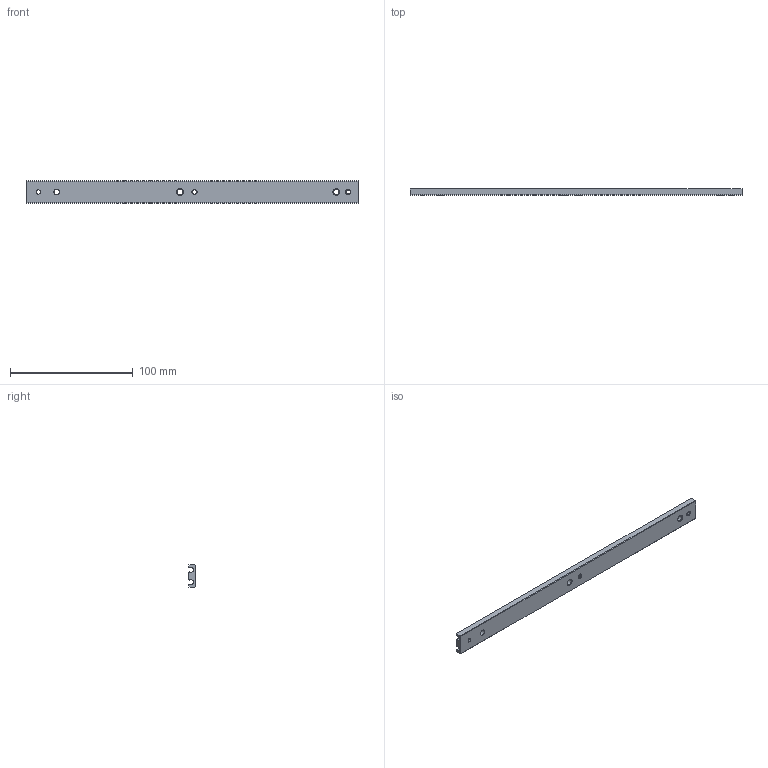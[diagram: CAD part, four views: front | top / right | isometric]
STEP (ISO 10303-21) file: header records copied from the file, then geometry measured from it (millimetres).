
FILE_DESCRIPTION(/* description */ ('','CAx-IF Rec.Pracs.---Representation and Presentation of Product Manufacturing Information (PMI)---4.0---2014-10-13'),/* implementation_level */ '2;1');
FILE_NAME(/* name */ '',/* time_stamp */ '2025-02-06T12:34:46+03:00',/* author */ (''),/* organization */ (''),/* preprocessor_version */ 'ST-DEVELOPER v20',/* originating_system */ 'Autodesk Translation Framework v13.20.0.188',/* authorisation */ '');
FILE_SCHEMA (('AP242_MANAGED_MODEL_BASED_3D_ENGINEERING_MIM_LF { 1 0 10303 442 1 1 4 }'));
Length unit declared in the file: millimetre
Products named in the file (1): Pipe and Cable Holder Bottom Front
Bounding box: 269.97 x 5 x 18 mm (x, y, z)
Volume: 16766.2 mm3; surface area: 15876.1 mm2
Topology: 1 solids, 1 shells, 38 faces, 98 edges, 63 vertices
Faces by surface type: plane 15, cylinder 15, cone 8
Full cylindrical faces by diameter (mm): 3.4 x3, 4.7 x3, 6 x3
Entity records: 1265 total; most frequent: CARTESIAN_POINT 241, DIRECTION 214, ORIENTED_EDGE 196, EDGE_CURVE 98, AXIS2_PLACEMENT_3D 81, VERTEX_POINT 63, LINE 52, VECTOR 52
